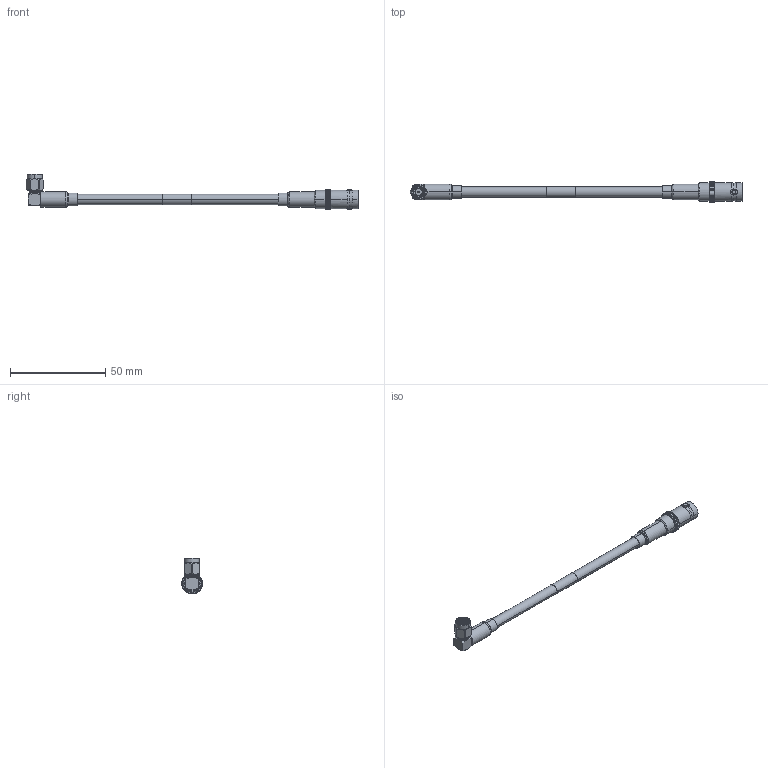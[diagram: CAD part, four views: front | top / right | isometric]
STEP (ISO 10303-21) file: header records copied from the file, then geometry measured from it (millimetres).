
FILE_DESCRIPTION (( 'STEP AP203' ), '1' );
FILE_NAME ('FMCA2702.STEP', '2022-03-09T17:01:08', ( '' ), ( '' ), 'SwSTEP 2.0', 'SolidWorks 2021', '' );
FILE_SCHEMA (( 'CONFIG_CONTROL_DESIGN' ));
Length unit declared in the file: millimetre
Products named in the file (5): RG223_with label; FMCN1573; CA-240-MA1_.75" Long; FMCA2702; SC6050
Assembly tree (5 placements, depth 2):
  FMCA2702
    RG223_with label
    FMCN1573
    SC6050
    CA-240-MA1_.75" Long  x2
Bounding box: 174.37 x 10.89 x 18.79 mm (x, y, z)
Volume: 5263.9 mm3; surface area: 8188.5 mm2
Topology: 9 solids, 9 shells, 3563 faces, 7678 edges, 4155 vertices
Faces by surface type: bspline 2403, cylinder 828, plane 267, cone 41, torus 24
Entity records: 140800 total; most frequent: CARTESIAN_POINT 90602, ORIENTED_EDGE 15264, EDGE_CURVE 7632, DIRECTION 4288, VERTEX_POINT 4131, EDGE_LOOP 3573, ADVANCED_FACE 3541, FACE_OUTER_BOUND 3541
